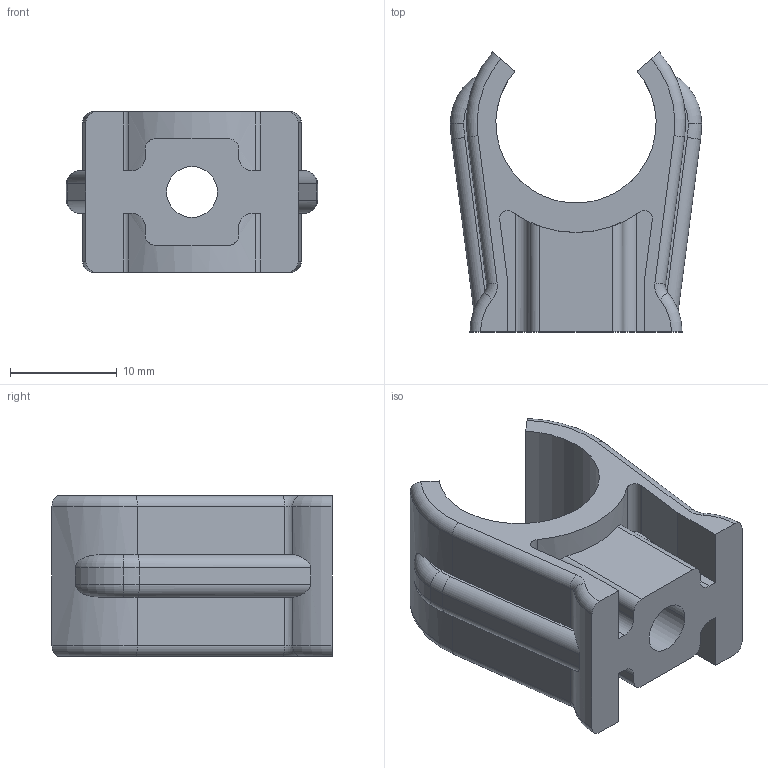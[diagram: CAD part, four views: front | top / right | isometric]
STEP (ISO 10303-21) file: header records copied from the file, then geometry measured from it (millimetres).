
FILE_DESCRIPTION((''),'2;1');
FILE_NAME('222199_ASM','2021-03-12T13:54:13',('PDMAdmin'),('BANNER ENGINEERING'),'CREO PARAMETRIC BY PTC INC, 2019292','CREO PARAMETRIC BY PTC INC, 2019292','');
FILE_SCHEMA(('CONFIG_CONTROL_DESIGN'));
Length unit declared in the file: millimetre
Products named in the file (2): 222199; 222199_ASM
Assembly tree (1 placements, depth 2):
  222199_ASM
    222199
Bounding box: 23.5 x 26.2 x 15 mm (x, y, z)
Volume: 3502.3 mm3; surface area: 2890.3 mm2
Topology: 1 solids, 1 shells, 94 faces, 252 edges, 160 vertices
Faces by surface type: cylinder 39, plane 33, torus 20, cone 2
Entity records: 3205 total; most frequent: CARTESIAN_POINT 735, DIRECTION 532, ORIENTED_EDGE 504, EDGE_CURVE 252, AXIS2_PLACEMENT_3D 205, VERTEX_POINT 160, VECTOR 122, LINE 122
